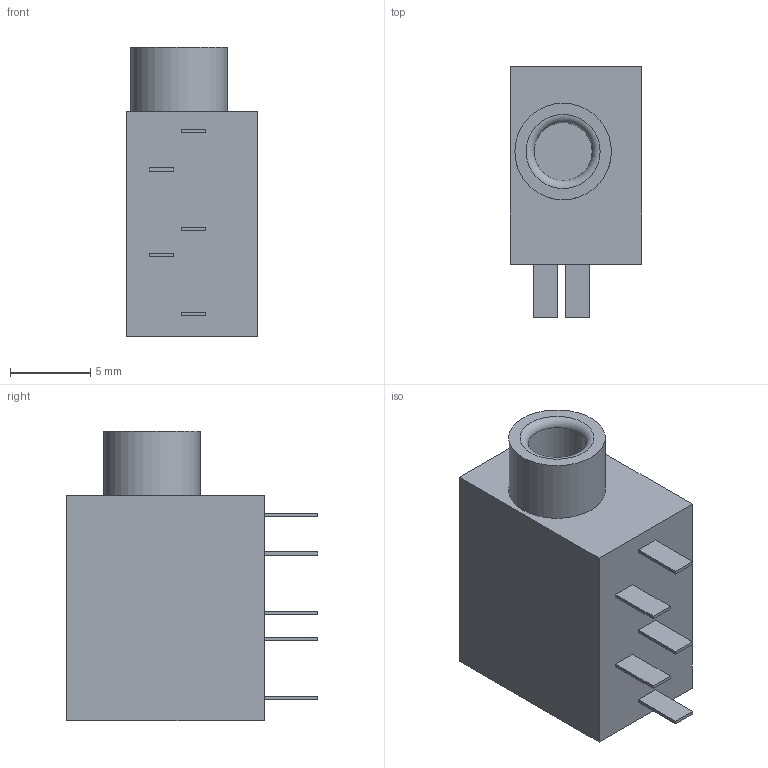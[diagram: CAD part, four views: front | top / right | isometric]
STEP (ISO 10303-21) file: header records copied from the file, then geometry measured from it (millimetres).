
FILE_DESCRIPTION(('FreeCAD Model'),'2;1');
FILE_NAME('SJ1-3533NG.step','2019-04-13T21:07:00',('Author'),('') ,'Open CASCADE STEP processor 7.3','FreeCAD','Unknown');
FILE_SCHEMA(('AUTOMOTIVE_DESIGN { 1 0 10303 214 1 1 1 1 }'));
Length unit declared in the file: millimetre
Products named in the file (1): Fillet
Bounding box: 8.2 x 15.6 x 18 mm (x, y, z)
Volume: 1488.7 mm3; surface area: 950.1 mm2
Topology: 1 solids, 1 shells, 36 faces, 80 edges, 53 vertices
Faces by surface type: plane 33, cylinder 2, torus 1
Full cylindrical faces by diameter (mm): 3.6 x1, 6 x1
Entity records: 1003 total; most frequent: CARTESIAN_POINT 170, DIRECTION 160, ORIENTED_EDGE 160, EDGE_CURVE 80, LINE 74, VECTOR 74, VERTEX_POINT 53, AXIS2_PLACEMENT_3D 43
